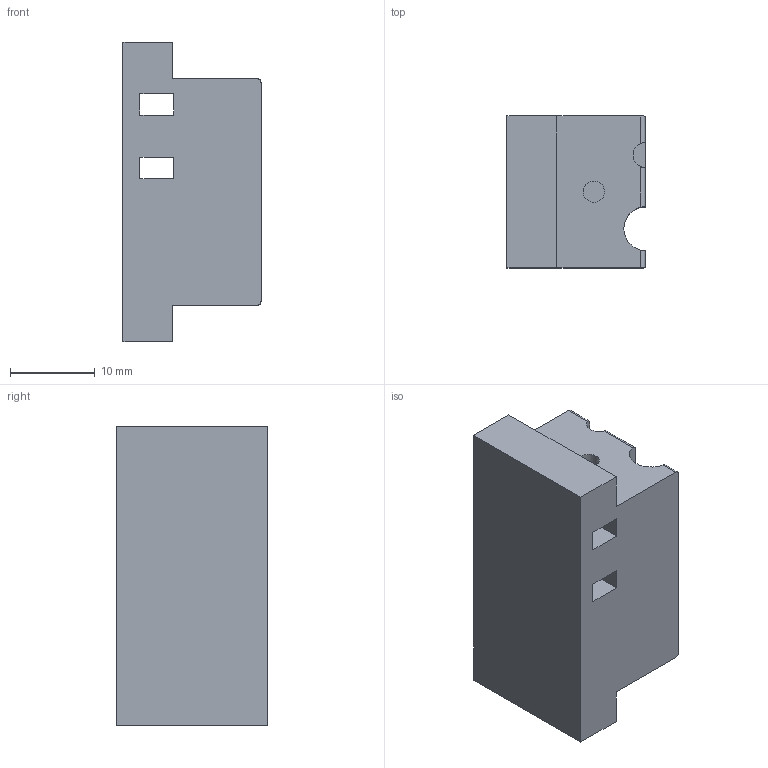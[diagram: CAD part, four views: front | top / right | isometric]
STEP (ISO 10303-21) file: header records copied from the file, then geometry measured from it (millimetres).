
FILE_DESCRIPTION(/* description */ (''),/* implementation_level */ '2;1');
FILE_NAME(/* name */ 'double-rope-mount-bottom.step',/* time_stamp */ '2025-11-28T14:48:25-08:00',/* author */ (''),/* organization */ (''),/* preprocessor_version */ 'ST-DEVELOPER v20.1',/* originating_system */ 'Autodesk Translation Framework v14.21.0.0',/* authorisation */ '');
FILE_SCHEMA (('AUTOMOTIVE_DESIGN { 1 0 10303 214 3 1 1 }'));
Length unit declared in the file: millimetre
Products named in the file (1): double-rope-mount-bottom
Bounding box: 16.3 x 17.9 x 35.4 mm (x, y, z)
Volume: 7684.5 mm3; surface area: 3666 mm2
Topology: 1 solids, 1 shells, 51 faces, 141 edges, 94 vertices
Faces by surface type: plane 34, cylinder 15, cone 2
Full cylindrical faces by diameter (mm): 2.5 x2
Entity records: 1744 total; most frequent: CARTESIAN_POINT 407, ORIENTED_EDGE 282, DIRECTION 251, EDGE_CURVE 141, LINE 99, VECTOR 99, VERTEX_POINT 94, AXIS2_PLACEMENT_3D 76
